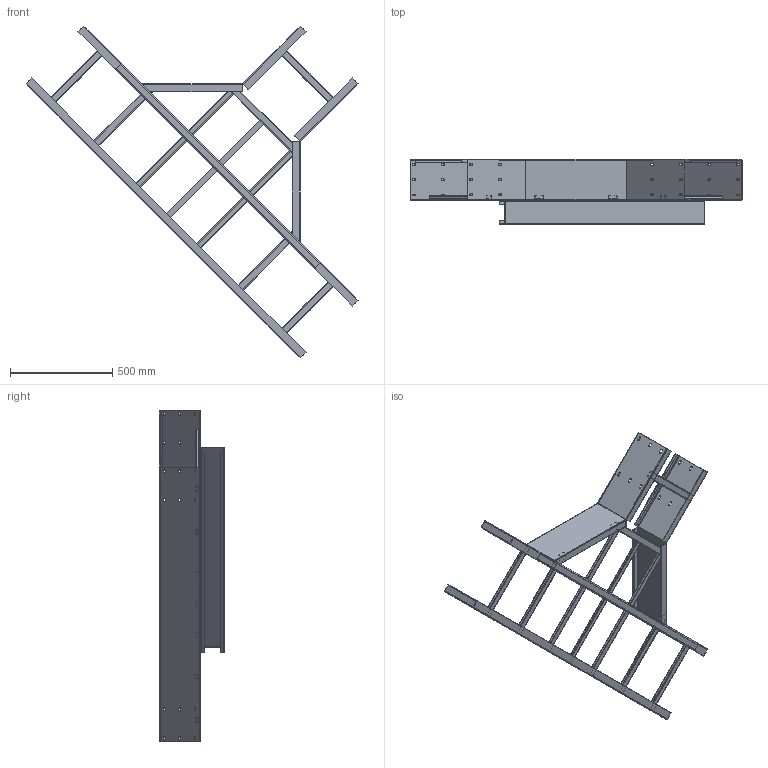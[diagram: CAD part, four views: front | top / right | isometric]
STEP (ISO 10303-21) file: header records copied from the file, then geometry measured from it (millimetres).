
FILE_DESCRIPTION((''),'2;1');
FILE_NAME('6233643_ASM','2013-01-11T',('AndreasKeweloh'),(''),'PRO/ENGINEER BY PARAMETRIC TECHNOLOGY CORPORATION, 2012230','PRO/ENGINEER BY PARAMETRIC TECHNOLOGY CORPORATION, 2012230','');
FILE_SCHEMA(('CONFIG_CONTROL_DESIGN'));
Length unit declared in the file: millimetre
Products named in the file (10): 6233643_HOLM; 6233643HOLM_BG_ASM; 6233643_GEGENH; 6233643_STZ; 6233643_SPRO1; 6233643_SPRO2; 6233635_SPRO3; 6233643_SPRO5; 6233643_SPRO4; 6233643_ASM
Assembly tree (14 placements, depth 3):
  6233643_ASM
    6233643HOLM_BG_ASM  x2
      6233643_HOLM
    6233643_GEGENH
    6233643_STZ
    6233643_SPRO1  x3
    6233643_SPRO2
    6233635_SPRO3
    6233643_SPRO5
    6233643_SPRO4  x3
Bounding box: 1626.35 x 320 x 1626.35 mm (x, y, z)
Volume: 4656436.5 mm3; surface area: 3843612.9 mm2
Topology: 13 solids, 13 shells, 679 faces, 1685 edges, 1032 vertices
Faces by surface type: plane 435, cylinder 232, bspline 12
Entity records: 13061 total; most frequent: CARTESIAN_POINT 2624, DIRECTION 2181, ORIENTED_EDGE 2086, EDGE_CURVE 1043, AXIS2_PLACEMENT_3D 728, VECTOR 725, LINE 725, VERTEX_POINT 638
